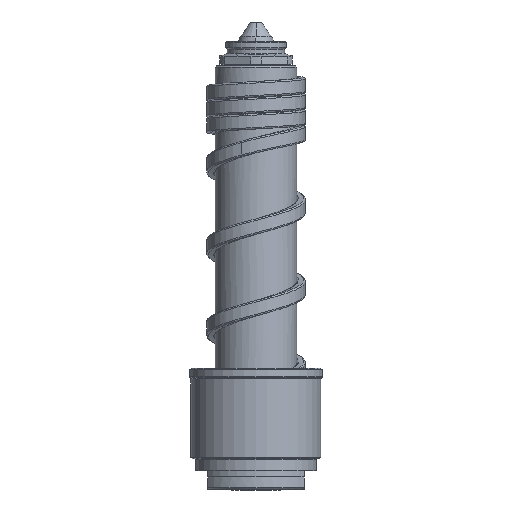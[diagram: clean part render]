
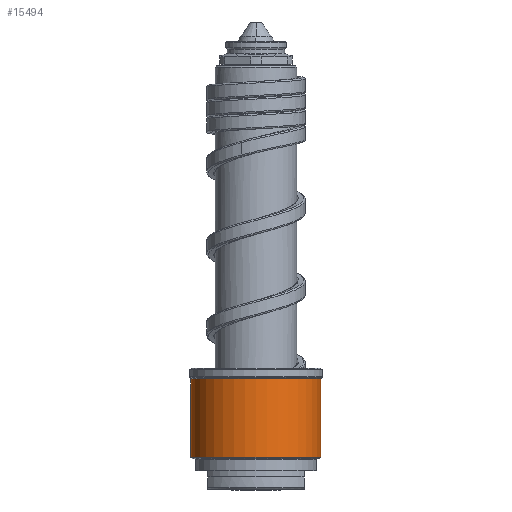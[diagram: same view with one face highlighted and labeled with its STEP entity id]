
A CAD part, front view. The second image highlights one B-rep face of the part: STEP entity #15494.
In plain terms, the highlighted cylindrical face has radius 21.5 mm (diameter 43 mm), a partial arc.
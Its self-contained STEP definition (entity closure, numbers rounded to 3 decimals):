
#4581=DIRECTION('',(0.,0.,1.));
#4582=VECTOR('',#4581,25.834);
#4583=CARTESIAN_POINT('',(21.5,0.,10.583));
#4584=LINE('',#4583,#4582);
#4603=CARTESIAN_POINT('',(0.,0.,10.583));
#4604=DIRECTION('',(0.,0.,1.));
#4605=DIRECTION('',(-1.,0.,0.));
#4606=AXIS2_PLACEMENT_3D('',#4603,#4604,#4605);
#5979=DIRECTION('',(0.,0.,1.));
#5980=VECTOR('',#5979,25.834);
#5981=CARTESIAN_POINT('',(-21.5,0.,10.583));
#5982=LINE('',#5981,#5980);
#5983=CARTESIAN_POINT('',(0.,0.,36.417));
#5984=DIRECTION('',(0.,0.,-1.));
#5985=DIRECTION('',(1.,0.,0.));
#5986=AXIS2_PLACEMENT_3D('',#5983,#5984,#5985);
#5988=CARTESIAN_POINT('',(0.,0.,36.417));
#5989=DIRECTION('',(0.,0.,-1.));
#5990=DIRECTION('',(1.,-0.007,0.));
#5991=AXIS2_PLACEMENT_3D('',#5988,#5989,#5990);
#6682=CARTESIAN_POINT('',(21.499,-0.152,
36.417));
#6683=CARTESIAN_POINT('',(-21.5,0.,36.417));
#6684=VERTEX_POINT('',#6682);
#6685=VERTEX_POINT('',#6683);
#6686=CARTESIAN_POINT('',(21.5,0.,36.417));
#6687=VERTEX_POINT('',#6686);
#6688=CARTESIAN_POINT('',(-21.5,0.,10.583));
#6689=CARTESIAN_POINT('',(21.5,0.,10.583));
#6690=VERTEX_POINT('',#6688);
#6691=VERTEX_POINT('',#6689);
#15480=CARTESIAN_POINT('',(0.,0.,8.5));
#15481=DIRECTION('',(0.,0.,1.));
#15482=DIRECTION('',(-1.,0.,0.));
#15483=AXIS2_PLACEMENT_3D('',#15480,#15481,#15482);
#15484=CYLINDRICAL_SURFACE('',#15483,21.5);
#15485=ORIENTED_EDGE('',*,*,#13690,.F.);
#15486=ORIENTED_EDGE('',*,*,#13671,.T.);
#15488=ORIENTED_EDGE('',*,*,#15487,.F.);
#15490=ORIENTED_EDGE('',*,*,#15489,.F.);
#15491=ORIENTED_EDGE('',*,*,#13665,.F.);
#15492=EDGE_LOOP('',(#15485,#15486,#15488,#15490,#15491));
#15493=FACE_OUTER_BOUND('',#15492,.F.);
#4607=CIRCLE('',#4606,21.5);
#5987=CIRCLE('',#5986,21.5);
#5992=CIRCLE('',#5991,21.5);
#13665=EDGE_CURVE('',#6691,#6687,#4584,.T.);
#13671=EDGE_CURVE('',#6690,#6685,#5982,.T.);
#13690=EDGE_CURVE('',#6690,#6691,#4607,.T.);
#15487=EDGE_CURVE('',#6684,#6685,#5992,.T.);
#15489=EDGE_CURVE('',#6687,#6684,#5987,.T.);
#15494=ADVANCED_FACE('',(#15493),#15484,.T.);
